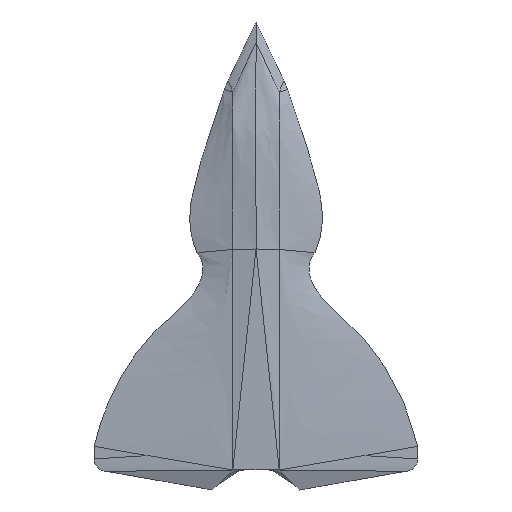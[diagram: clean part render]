
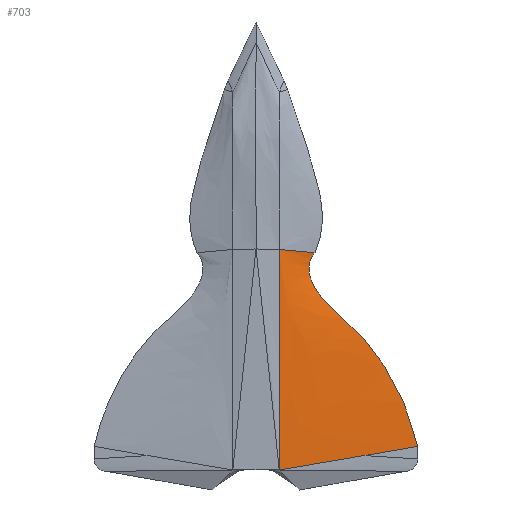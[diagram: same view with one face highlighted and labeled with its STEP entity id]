
A CAD part, top view. The second image highlights one B-rep face of the part: STEP entity #703.
In plain terms, the highlighted free-form (B-spline) face has degree [3, 3] with [19, 4] control points.
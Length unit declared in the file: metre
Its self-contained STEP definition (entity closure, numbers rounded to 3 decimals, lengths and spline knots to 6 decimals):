
#17=B_SPLINE_CURVE_WITH_KNOTS('',3,(#1433,#1434,#1435,#1436,#1437,#1438,
#1439,#1440,#1441,#1442,#1443,#1444,#1445,#1446,#1447,#1448,#1449),
 .UNSPECIFIED.,.F.,.F.,(4,1,1,1,1,1,1,1,1,1,1,1,1,1,4),(0.,0.041667,
0.125,0.25,0.375,0.5,0.5625,0.625,0.6875,0.75,0.8125,0.875,0.9375,0.979167,
1.),.UNSPECIFIED.);
#18=B_SPLINE_CURVE_WITH_KNOTS('',3,(#1451,#1452,#1453,#1454,#1455,#1456,
#1457,#1458,#1459,#1460,#1461,#1462,#1463,#1464,#1465,#1466,#1467),
 .UNSPECIFIED.,.F.,.F.,(4,1,1,1,1,1,1,1,1,1,1,1,1,1,4),(0.,0.125,0.25,0.3125,
0.375,0.4375,0.5,0.5625,0.625,0.6875,0.75,0.8125,0.875,0.9375,1.),
 .UNSPECIFIED.);
#49=B_SPLINE_SURFACE_WITH_KNOTS('',3,3,((#1357,#1358,#1359,#1360),(#1361,
#1362,#1363,#1364),(#1365,#1366,#1367,#1368),(#1369,#1370,#1371,#1372),
(#1373,#1374,#1375,#1376),(#1377,#1378,#1379,#1380),(#1381,#1382,#1383,
#1384),(#1385,#1386,#1387,#1388),(#1389,#1390,#1391,#1392),(#1393,#1394,
#1395,#1396),(#1397,#1398,#1399,#1400),(#1401,#1402,#1403,#1404),(#1405,
#1406,#1407,#1408),(#1409,#1410,#1411,#1412),(#1413,#1414,#1415,#1416),
(#1417,#1418,#1419,#1420),(#1421,#1422,#1423,#1424),(#1425,#1426,#1427,
#1428),(#1429,#1430,#1431,#1432)),.RULED_SURF.,.F.,.F.,.F.,(4,1,1,1,1,1,
1,1,1,1,1,1,1,1,1,1,4),(4,4),(-0.008393,0.,0.020833,0.0625,
0.125,0.1875,0.25,0.3125,0.375,0.4375,0.5,0.625,0.75,0.875,0.958333,
1.,1.009993),(-0.02,1.02),.UNSPECIFIED.);
#134=ORIENTED_EDGE('',*,*,#305,.F.);
#135=ORIENTED_EDGE('',*,*,#293,.F.);
#136=ORIENTED_EDGE('',*,*,#295,.F.);
#137=ORIENTED_EDGE('',*,*,#306,.F.);
#138=ORIENTED_EDGE('',*,*,#307,.F.);
#293=EDGE_CURVE('',#386,#374,#441,.T.);
#295=EDGE_CURVE('',#387,#386,#443,.T.);
#305=EDGE_CURVE('',#374,#392,#17,.T.);
#306=EDGE_CURVE('',#393,#387,#18,.F.);
#307=EDGE_CURVE('',#392,#393,#450,.T.);
#374=VERTEX_POINT('',#932);
#386=VERTEX_POINT('',#1110);
#387=VERTEX_POINT('',#1114);
#392=VERTEX_POINT('',#1450);
#393=VERTEX_POINT('',#1468);
#441=LINE('',#1111,#513);
#443=LINE('',#1115,#515);
#450=LINE('',#1469,#522);
#513=VECTOR('',#843,1.);
#515=VECTOR('',#847,1.);
#522=VECTOR('',#860,1.);
#580=EDGE_LOOP('',(#134,#135,#136,#137,#138));
#631=FACE_BOUND('',#580,.T.);
#703=ADVANCED_FACE('',(#631),#49,.F.);
#843=DIRECTION('',(-0.984,-0.167,0.061));
#847=DIRECTION('',(-0.984,-0.167,0.061));
#860=DIRECTION('',(0.963,-0.084,-0.258));
#932=CARTESIAN_POINT('',(0.093291,-0.359867,0.109405));
#1110=CARTESIAN_POINT('',(0.434155,-0.301964,0.088383));
#1111=CARTESIAN_POINT('',(0.434155,-0.301964,0.088383));
#1114=CARTESIAN_POINT('',(0.651155,-0.265102,0.075));
#1115=CARTESIAN_POINT('',(0.651155,-0.265102,0.075));
#1357=CARTESIAN_POINT('',(0.246613,0.520581,0.074231));
#1358=CARTESIAN_POINT('',(0.194504,0.525168,0.087562));
#1359=CARTESIAN_POINT('',(0.142394,0.529755,0.100894));
#1360=CARTESIAN_POINT('',(0.090285,0.534343,0.114225));
#1361=CARTESIAN_POINT('',(0.244329,0.518343,0.07423));
#1362=CARTESIAN_POINT('',(0.192996,0.522848,0.087571));
#1363=CARTESIAN_POINT('',(0.141663,0.527353,0.100912));
#1364=CARTESIAN_POINT('',(0.09033,0.531858,0.114253));
#1365=CARTESIAN_POINT('',(0.236872,0.510464,0.074228));
#1366=CARTESIAN_POINT('',(0.188073,0.514712,0.087603));
#1367=CARTESIAN_POINT('',(0.139275,0.51896,0.100977));
#1368=CARTESIAN_POINT('',(0.090476,0.523208,0.114351));
#1369=CARTESIAN_POINT('',(0.222806,0.490698,0.074223));
#1370=CARTESIAN_POINT('',(0.178788,0.494544,0.087685));
#1371=CARTESIAN_POINT('',(0.13477,0.49839,0.101147));
#1372=CARTESIAN_POINT('',(0.090752,0.502236,0.114608));
#1373=CARTESIAN_POINT('',(0.211753,0.453997,0.074214));
#1374=CARTESIAN_POINT('',(0.171492,0.457763,0.087844));
#1375=CARTESIAN_POINT('',(0.13123,0.461528,0.101475));
#1376=CARTESIAN_POINT('',(0.090969,0.465293,0.115106));
#1377=CARTESIAN_POINT('',(0.221269,0.403661,0.074201));
#1378=CARTESIAN_POINT('',(0.177774,0.407794,0.088049));
#1379=CARTESIAN_POINT('',(0.134278,0.411927,0.101896));
#1380=CARTESIAN_POINT('',(0.090782,0.41606,0.115744));
#1381=CARTESIAN_POINT('',(0.251726,0.350844,0.074192));
#1382=CARTESIAN_POINT('',(0.197879,0.354095,0.088192));
#1383=CARTESIAN_POINT('',(0.144032,0.357346,0.102192));
#1384=CARTESIAN_POINT('',(0.090185,0.360597,0.116192));
#1385=CARTESIAN_POINT('',(0.289723,0.306837,0.074194));
#1386=CARTESIAN_POINT('',(0.222962,0.306213,0.088159));
#1387=CARTESIAN_POINT('',(0.156201,0.305588,0.102123));
#1388=CARTESIAN_POINT('',(0.08944,0.304964,0.116088));
#1389=CARTESIAN_POINT('',(0.332539,0.267816,0.074209));
#1390=CARTESIAN_POINT('',(0.251226,0.261623,0.08792));
#1391=CARTESIAN_POINT('',(0.169913,0.25543,0.101632));
#1392=CARTESIAN_POINT('',(0.0886,0.249238,0.115343));
#1393=CARTESIAN_POINT('',(0.376994,0.230615,0.074231));
#1394=CARTESIAN_POINT('',(0.280572,0.218236,0.087563));
#1395=CARTESIAN_POINT('',(0.18415,0.205857,0.100896));
#1396=CARTESIAN_POINT('',(0.087729,0.193477,0.114229));
#1397=CARTESIAN_POINT('',(0.419648,0.191443,0.074256));
#1398=CARTESIAN_POINT('',(0.308729,0.173547,0.087154));
#1399=CARTESIAN_POINT('',(0.197811,0.155651,0.100052));
#1400=CARTESIAN_POINT('',(0.086892,0.137756,0.11295));
#1401=CARTESIAN_POINT('',(0.472092,0.134669,0.074288));
#1402=CARTESIAN_POINT('',(0.343349,0.110962,0.086636));
#1403=CARTESIAN_POINT('',(0.214607,0.087254,0.098984));
#1404=CARTESIAN_POINT('',(0.085864,0.063547,0.111333));
#1405=CARTESIAN_POINT('',(0.530051,0.056859,0.074313));
#1406=CARTESIAN_POINT('',(0.38161,0.028212,0.086219));
#1407=CARTESIAN_POINT('',(0.233169,-0.000435,0.098126));
#1408=CARTESIAN_POINT('',(0.084728,-0.029083,0.110032));
#1409=CARTESIAN_POINT('',(0.587203,-0.045004,0.074281));
#1410=CARTESIAN_POINT('',(0.419338,-0.076696,0.086741));
#1411=CARTESIAN_POINT('',(0.251472,-0.108388,0.099201));
#1412=CARTESIAN_POINT('',(0.083607,-0.14008,0.111662));
#1413=CARTESIAN_POINT('',(0.627016,-0.140622,0.074254));
#1414=CARTESIAN_POINT('',(0.44562,-0.173296,0.087186));
#1415=CARTESIAN_POINT('',(0.264223,-0.205969,0.100119));
#1416=CARTESIAN_POINT('',(0.082826,-0.238642,0.113051));
#1417=CARTESIAN_POINT('',(0.649987,-0.21401,0.074272));
#1418=CARTESIAN_POINT('',(0.460783,-0.246847,0.086891));
#1419=CARTESIAN_POINT('',(0.271579,-0.279684,0.09951));
#1420=CARTESIAN_POINT('',(0.082376,-0.312521,0.112128));
#1421=CARTESIAN_POINT('',(0.660156,-0.253853,0.074302));
#1422=CARTESIAN_POINT('',(0.467496,-0.286703,0.086396));
#1423=CARTESIAN_POINT('',(0.274836,-0.319554,0.09849));
#1424=CARTESIAN_POINT('',(0.082177,-0.352405,0.110585));
#1425=CARTESIAN_POINT('',(0.663694,-0.269108,0.074318));
#1426=CARTESIAN_POINT('',(0.469832,-0.301961,0.086144));
#1427=CARTESIAN_POINT('',(0.27597,-0.334814,0.09797));
#1428=CARTESIAN_POINT('',(0.082107,-0.367667,0.109796));
#1429=CARTESIAN_POINT('',(0.664366,-0.272059,0.074321));
#1430=CARTESIAN_POINT('',(0.470275,-0.304913,0.086092));
#1431=CARTESIAN_POINT('',(0.276184,-0.337766,0.097864));
#1432=CARTESIAN_POINT('',(0.082094,-0.370619,0.109636));
#1433=CARTESIAN_POINT('',(0.093292,-0.359867,0.109405));
#1434=CARTESIAN_POINT('',(0.093292,-0.347557,0.109999));
#1435=CARTESIAN_POINT('',(0.093292,-0.310627,0.1114));
#1436=CARTESIAN_POINT('',(0.093292,-0.236757,0.112305));
#1437=CARTESIAN_POINT('',(0.093292,-0.138252,0.110943));
#1438=CARTESIAN_POINT('',(0.093292,-0.02743,0.109345));
#1439=CARTESIAN_POINT('',(0.093292,0.064915,0.11062));
#1440=CARTESIAN_POINT('',(0.093292,0.138788,0.112206));
#1441=CARTESIAN_POINT('',(0.093292,0.194191,0.113459));
#1442=CARTESIAN_POINT('',(0.093292,0.249595,0.114552));
#1443=CARTESIAN_POINT('',(0.093292,0.305,0.115282));
#1444=CARTESIAN_POINT('',(0.093292,0.36041,0.115384));
#1445=CARTESIAN_POINT('',(0.093292,0.415822,0.114945));
#1446=CARTESIAN_POINT('',(0.093292,0.465076,0.114319));
#1447=CARTESIAN_POINT('',(0.093292,0.502014,0.113832));
#1448=CARTESIAN_POINT('',(0.093292,0.520482,0.113609));
#1449=CARTESIAN_POINT('',(0.093292,0.526638,0.113539));
#1450=CARTESIAN_POINT('',(0.093291,0.526638,0.113539));
#1451=CARTESIAN_POINT('',(0.651155,-0.265102,0.075));
#1452=CARTESIAN_POINT('',(0.642599,-0.228192,0.075));
#1453=CARTESIAN_POINT('',(0.62143,-0.154467,0.075));
#1454=CARTESIAN_POINT('',(0.584837,-0.064771,0.075));
#1455=CARTESIAN_POINT('',(0.549503,0.004187,0.075));
#1456=CARTESIAN_POINT('',(0.519968,0.054166,0.075));
#1457=CARTESIAN_POINT('',(0.487394,0.102063,0.075));
#1458=CARTESIAN_POINT('',(0.451811,0.147578,0.075));
#1459=CARTESIAN_POINT('',(0.413248,0.19041,0.075));
#1460=CARTESIAN_POINT('',(0.371431,0.229901,0.075));
#1461=CARTESIAN_POINT('',(0.327848,0.267459,0.075));
#1462=CARTESIAN_POINT('',(0.285871,0.306801,0.075));
#1463=CARTESIAN_POINT('',(0.24862,0.351031,0.075));
#1464=CARTESIAN_POINT('',(0.21876,0.4039,0.075));
#1465=CARTESIAN_POINT('',(0.208265,0.460504,0.075));
#1466=CARTESIAN_POINT('',(0.222666,0.497004,0.075));
#1467=CARTESIAN_POINT('',(0.237303,0.514047,0.075));
#1468=CARTESIAN_POINT('',(0.237303,0.514047,0.075));
#1469=CARTESIAN_POINT('',(0.093292,0.526638,0.113539));
